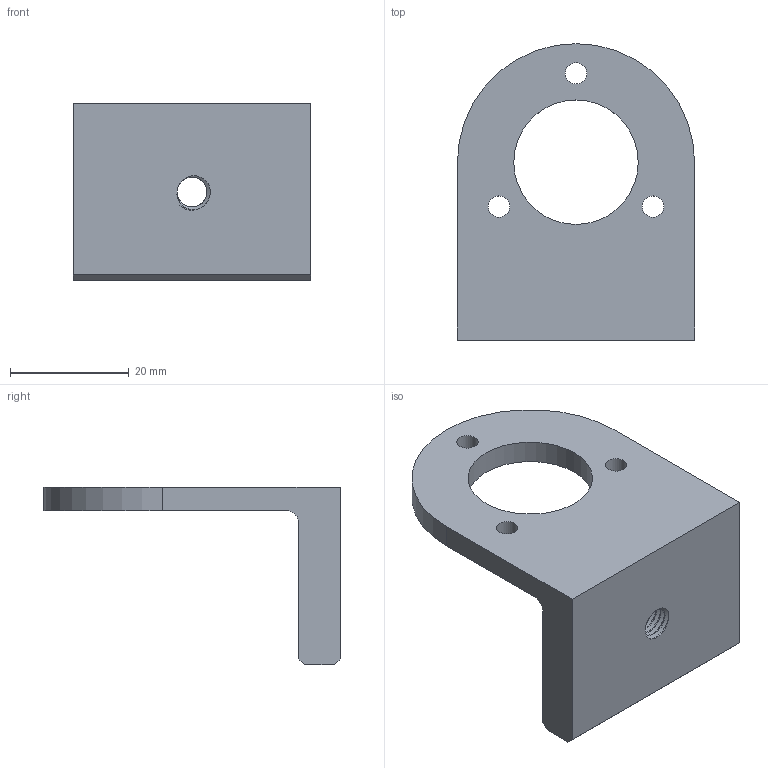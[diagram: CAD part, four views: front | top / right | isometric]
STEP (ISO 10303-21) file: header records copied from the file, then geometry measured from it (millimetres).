
FILE_DESCRIPTION(/* description */ (''),/* implementation_level */ '2;1');
FILE_NAME(/* name */ 'Holder 1.step',/* time_stamp */ '2019-01-07T08:32:37+01:00',/* author */ (''),/* organization */ (''),/* preprocessor_version */ 'ST-DEVELOPER v17.2',/* originating_system */ 'Autodesk Translation Framework v7.6.0.251',/* authorisation */ '');
FILE_SCHEMA (('AUTOMOTIVE_DESIGN { 1 0 10303 214 3 1 1 }'));
Length unit declared in the file: millimetre
Products named in the file (1): holder
Bounding box: 40 x 50 x 30 mm (x, y, z)
Volume: 12930.5 mm3; surface area: 6485.1 mm2
Topology: 1 solids, 1 shells, 35 faces, 94 edges, 61 vertices
Faces by surface type: cylinder 24, plane 9, bspline 2
Full cylindrical faces by diameter (mm): 3.6 x3, 5.035 x8, 6.147 x7, 21 x1
Entity records: 2260 total; most frequent: CARTESIAN_POINT 1390, ORIENTED_EDGE 188, DIRECTION 143, EDGE_CURVE 94, VERTEX_POINT 61, AXIS2_PLACEMENT_3D 50, EDGE_LOOP 45, LINE 43
